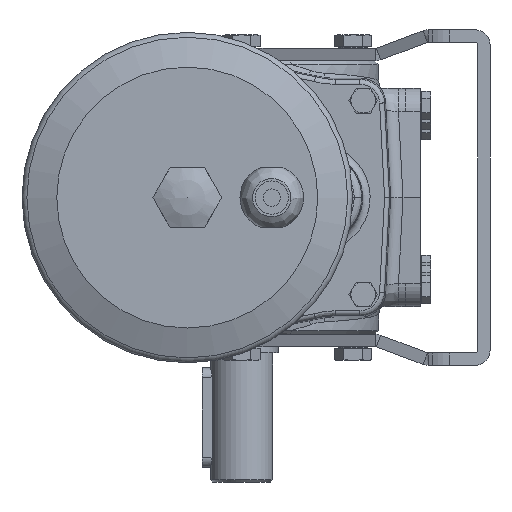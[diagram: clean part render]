
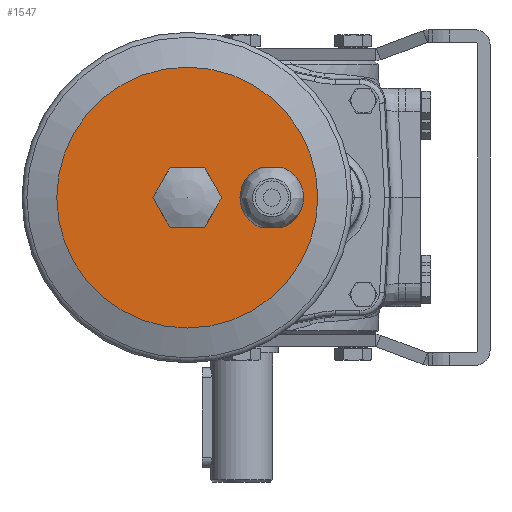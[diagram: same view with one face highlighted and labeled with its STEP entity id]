
A CAD part, left-side view. The second image highlights one B-rep face of the part: STEP entity #1547.
In plain terms, the highlighted planar face has unit normal (-1, 0, 0).
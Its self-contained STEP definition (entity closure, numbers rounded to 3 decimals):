
#1547 = ADVANCED_FACE( '', ( #3930, #3931, #3932 ), #3933, .T. );
#3930 = FACE_BOUND( '', #9081, .T. );
#3931 = FACE_OUTER_BOUND( '', #9082, .T. );
#3932 = FACE_BOUND( '', #9083, .T. );
#3933 = PLANE( '', #9084 );
#9081 = EDGE_LOOP( '', ( #17510, #17511, #17512, #17513 ) );
#9082 = EDGE_LOOP( '', ( #17514 ) );
#9083 = EDGE_LOOP( '', ( #17515, #17516, #17517, #17518, #17519, #17520 ) );
#9084 = AXIS2_PLACEMENT_3D( '', #17521, #17522, #17523 );
#17510 = ORIENTED_EDGE( '', *, *, #24266, .F. );
#17511 = ORIENTED_EDGE( '', *, *, #24267, .F. );
#17512 = ORIENTED_EDGE( '', *, *, #24268, .F. );
#17513 = ORIENTED_EDGE( '', *, *, #24269, .T. );
#17514 = ORIENTED_EDGE( '', *, *, #24270, .T. );
#17515 = ORIENTED_EDGE( '', *, *, #24271, .T. );
#17516 = ORIENTED_EDGE( '', *, *, #24272, .T. );
#17517 = ORIENTED_EDGE( '', *, *, #24273, .T. );
#17518 = ORIENTED_EDGE( '', *, *, #24274, .T. );
#17519 = ORIENTED_EDGE( '', *, *, #23649, .T. );
#17520 = ORIENTED_EDGE( '', *, *, #24275, .T. );
#17521 = CARTESIAN_POINT( '', ( -463., -30.7, 0. ) );
#17522 = DIRECTION( '', ( -1., 0., 0. ) );
#17523 = DIRECTION( '', ( 0., -1., 0. ) );
#23649 = EDGE_CURVE( '', #27083, #27087, #27089, .T. );
#24266 = EDGE_CURVE( '', #28056, #28057, #28058, .T. );
#24267 = EDGE_CURVE( '', #28059, #28056, #28060, .T. );
#24268 = EDGE_CURVE( '', #28061, #28059, #28062, .T. );
#24269 = EDGE_CURVE( '', #28061, #28057, #28063, .T. );
#24270 = EDGE_CURVE( '', #28064, #28064, #28065, .T. );
#24271 = EDGE_CURVE( '', #28066, #28067, #28068, .T. );
#24272 = EDGE_CURVE( '', #28067, #28069, #28070, .T. );
#24273 = EDGE_CURVE( '', #28069, #28071, #28072, .T. );
#24274 = EDGE_CURVE( '', #28071, #27083, #28073, .T. );
#24275 = EDGE_CURVE( '', #27087, #28066, #28074, .T. );
#27083 = VERTEX_POINT( '', #32227 );
#27087 = VERTEX_POINT( '', #32232 );
#27089 = LINE( '', #32235, #32236 );
#28056 = VERTEX_POINT( '', #34409 );
#28057 = VERTEX_POINT( '', #34410 );
#28058 = CIRCLE( '', #34411, 12.8 );
#28059 = VERTEX_POINT( '', #34412 );
#28060 = LINE( '', #34413, #34414 );
#28061 = VERTEX_POINT( '', #34415 );
#28062 = CIRCLE( '', #34416, 12.8 );
#28063 = LINE( '', #34417, #34418 );
#28064 = VERTEX_POINT( '', #34419 );
#28065 = CIRCLE( '', #34420, 52.5 );
#28066 = VERTEX_POINT( '', #34421 );
#28067 = VERTEX_POINT( '', #34422 );
#28068 = LINE( '', #34423, #34424 );
#28069 = VERTEX_POINT( '', #34425 );
#28070 = LINE( '', #34426, #34427 );
#28071 = VERTEX_POINT( '', #34428 );
#28072 = LINE( '', #34429, #34430 );
#28073 = LINE( '', #34431, #34432 );
#28074 = LINE( '', #34433, #34434 );
#32227 = CARTESIAN_POINT( '', ( -463., 7.944, 0. ) );
#32232 = CARTESIAN_POINT( '', ( -463., 14.872, -12. ) );
#32235 = CARTESIAN_POINT( '', ( -463., 7.944, 0. ) );
#32236 = VECTOR( '', #40011, 1000. );
#34409 = CARTESIAN_POINT( '', ( -463., -7.746, 12. ) );
#34410 = CARTESIAN_POINT( '', ( -463., -7.746, -12. ) );
#34411 = AXIS2_PLACEMENT_3D( '', #40700, #40701, #40702 );
#34412 = CARTESIAN_POINT( '', ( -463., -16.654, 12. ) );
#34413 = CARTESIAN_POINT( '', ( -463., -16.654, 12. ) );
#34414 = VECTOR( '', #40703, 1000. );
#34415 = CARTESIAN_POINT( '', ( -463., -16.654, -12. ) );
#34416 = AXIS2_PLACEMENT_3D( '', #40704, #40705, #40706 );
#34417 = CARTESIAN_POINT( '', ( -463., -16.654, -12. ) );
#34418 = VECTOR( '', #40707, 1000. );
#34419 = CARTESIAN_POINT( '', ( -463., -30.7, 0. ) );
#34420 = AXIS2_PLACEMENT_3D( '', #40708, #40709, #40710 );
#34421 = CARTESIAN_POINT( '', ( -463., 28.728, -12. ) );
#34422 = CARTESIAN_POINT( '', ( -463., 35.656, 0. ) );
#34423 = CARTESIAN_POINT( '', ( -463., 28.728, -12. ) );
#34424 = VECTOR( '', #40711, 1000. );
#34425 = CARTESIAN_POINT( '', ( -463., 28.728, 12. ) );
#34426 = CARTESIAN_POINT( '', ( -463., 35.656, 0. ) );
#34427 = VECTOR( '', #40712, 1000. );
#34428 = CARTESIAN_POINT( '', ( -463., 14.872, 12. ) );
#34429 = CARTESIAN_POINT( '', ( -463., 28.728, 12. ) );
#34430 = VECTOR( '', #40713, 1000. );
#34431 = CARTESIAN_POINT( '', ( -463., 14.872, 12. ) );
#34432 = VECTOR( '', #40714, 1000. );
#34433 = CARTESIAN_POINT( '', ( -463., 14.872, -12. ) );
#34434 = VECTOR( '', #40715, 1000. );
#40011 = DIRECTION( '', ( 0., 0.5, -0.866 ) );
#40700 = CARTESIAN_POINT( '', ( -463., -12.2, 0. ) );
#40701 = DIRECTION( '', ( -1., 0., 0. ) );
#40702 = DIRECTION( '', ( 0., -1., 0. ) );
#40703 = DIRECTION( '', ( 0., 1., 0. ) );
#40704 = CARTESIAN_POINT( '', ( -463., -12.2, 0. ) );
#40705 = DIRECTION( '', ( -1., 0., 0. ) );
#40706 = DIRECTION( '', ( 0., -1., 0. ) );
#40707 = DIRECTION( '', ( 0., 1., 0. ) );
#40708 = CARTESIAN_POINT( '', ( -463., 21.8, 0. ) );
#40709 = DIRECTION( '', ( -1., 0., 0. ) );
#40710 = DIRECTION( '', ( 0., -1., 0. ) );
#40711 = DIRECTION( '', ( 0., 0.5, 0.866 ) );
#40712 = DIRECTION( '', ( 0., -0.5, 0.866 ) );
#40713 = DIRECTION( '', ( 0., -1., 0. ) );
#40714 = DIRECTION( '', ( 0., -0.5, -0.866 ) );
#40715 = DIRECTION( '', ( 0., 1., 0. ) );
